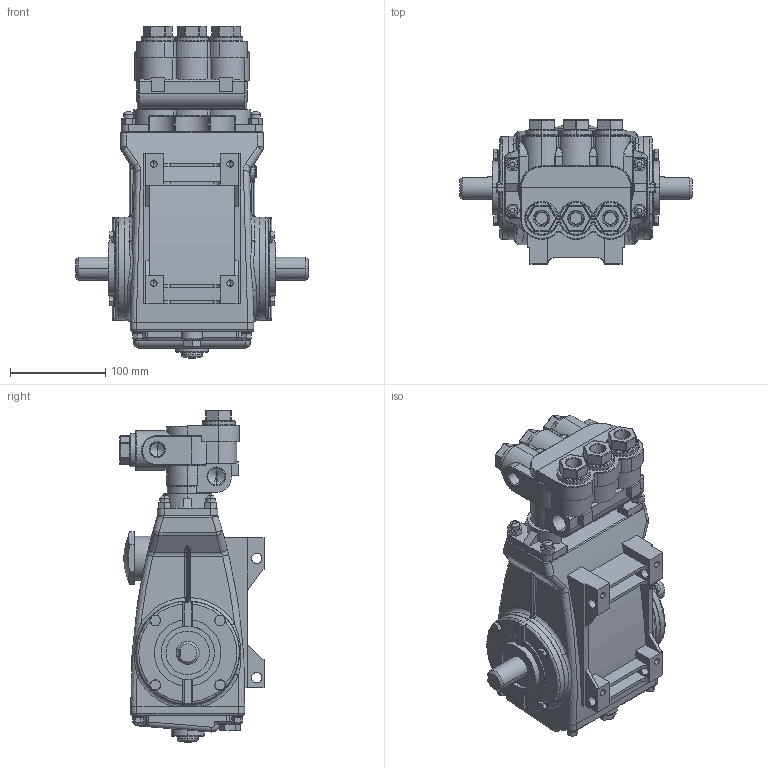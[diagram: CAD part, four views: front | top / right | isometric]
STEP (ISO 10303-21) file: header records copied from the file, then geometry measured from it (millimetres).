
FILE_DESCRIPTION (( 'STEP AP214' ), '1' );
FILE_NAME ('550.STEP', '2009-05-01T18:07:43', ( 'Steve Larson' ), ( 'Diversified Dynamics' ), 'SwSTEP 2.0', 'SolidWorks 2009', '' );
FILE_SCHEMA (( 'AUTOMOTIVE_DESIGN' ));
Length unit declared in the file: inch
Products named in the file (3): 812184; 7frame_drive_end; 550
Assembly tree (2 placements, depth 2):
  550
    812184
    7frame_drive_end
Bounding box: 244.09 x 151.01 x 348.11 mm (x, y, z)
Volume: 4250150.8 mm3; surface area: 278448.7 mm2
Topology: 2 solids, 2 shells, 1458 faces, 3440 edges, 1986 vertices
Faces by surface type: plane 563, cylinder 467, torus 213, bspline 88, sphere 74, cone 53
Entity records: 52806 total; most frequent: CARTESIAN_POINT 13067, DIRECTION 7446, ORIENTED_EDGE 6714, EDGE_CURVE 3357, AXIS2_PLACEMENT_3D 2963, VERTEX_POINT 1984, CIRCLE 1588, EDGE_LOOP 1547
